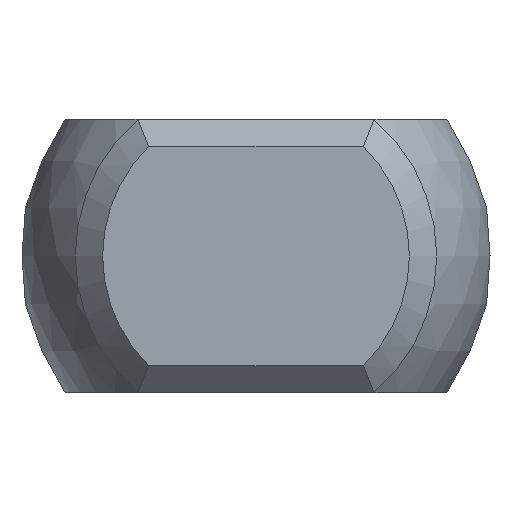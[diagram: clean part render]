
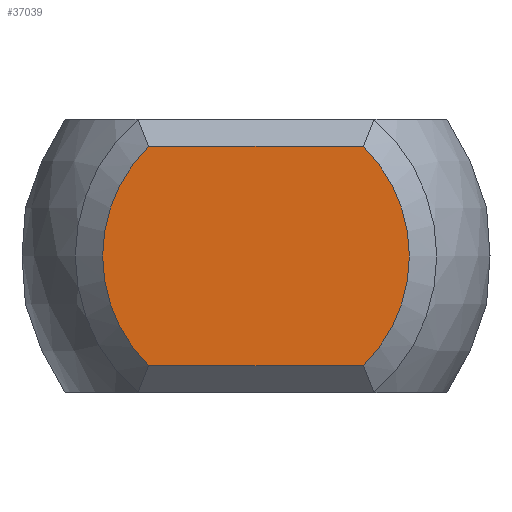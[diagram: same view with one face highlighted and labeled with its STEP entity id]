
A CAD part, left-side view. The second image highlights one B-rep face of the part: STEP entity #37039.
In plain terms, the highlighted planar face has unit normal (-1, 0, 0).
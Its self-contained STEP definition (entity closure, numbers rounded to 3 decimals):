
#34698 = PLANE('',#34699);
#34699 = AXIS2_PLACEMENT_3D('',#34700,#34701,#34702);
#34700 = CARTESIAN_POINT('',(-34.125,3.125,2.25));
#34701 = DIRECTION('',(0.707,0.,-0.707));
#34702 = DIRECTION('',(-0.707,0.,-0.707));
#36416 = EDGE_CURVE('',#36417,#36419,#36421,.T.);
#36417 = VERTEX_POINT('',#36418);
#36418 = CARTESIAN_POINT('',(-34.375,-1.96,-2.));
#36419 = VERTEX_POINT('',#36420);
#36420 = CARTESIAN_POINT('',(-34.375,-1.96,2.));
#36421 = SURFACE_CURVE('',#36422,(#36427,#36439),.PCURVE_S1.);
#36422 = CIRCLE('',#36423,2.8);
#36423 = AXIS2_PLACEMENT_3D('',#36424,#36425,#36426);
#36424 = CARTESIAN_POINT('',(-34.375,0.,0.));
#36425 = DIRECTION('',(-1.,0.,0.));
#36426 = DIRECTION('',(0.,-1.,0.));
#36427 = PCURVE('',#36428,#36433);
#36428 = CONICAL_SURFACE('',#36429,3.05,0.785);
#36429 = AXIS2_PLACEMENT_3D('',#36430,#36431,#36432);
#36430 = CARTESIAN_POINT('',(-34.125,0.,0.));
#36431 = DIRECTION('',(1.,0.,0.));
#36432 = DIRECTION('',(0.,-1.,0.));
#36433 = DEFINITIONAL_REPRESENTATION('',(#36434),#36438);
#36434 = LINE('',#36435,#36436);
#36435 = CARTESIAN_POINT('',(6.283,-0.25));
#36436 = VECTOR('',#36437,1.);
#36437 = DIRECTION('',(-1.,0.));
#36438 = ( GEOMETRIC_REPRESENTATION_CONTEXT(2) 
PARAMETRIC_REPRESENTATION_CONTEXT() REPRESENTATION_CONTEXT('2D SPACE',''
  ) );
#36439 = PCURVE('',#36440,#36445);
#36440 = PLANE('',#36441);
#36441 = AXIS2_PLACEMENT_3D('',#36442,#36443,#36444);
#36442 = CARTESIAN_POINT('',(-34.375,0.,0.));
#36443 = DIRECTION('',(1.,0.,0.));
#36444 = DIRECTION('',(0.,0.,-1.));
#36445 = DEFINITIONAL_REPRESENTATION('',(#36446),#36454);
#36446 = ( BOUNDED_CURVE() B_SPLINE_CURVE(2,(#36447,#36448,#36449,#36450
    ,#36451,#36452,#36453),.UNSPECIFIED.,.T.,.F.) 
B_SPLINE_CURVE_WITH_KNOTS((1,2,2,2,2,1),(-2.094,0.,
    2.094,4.189,6.283,8.378),
.UNSPECIFIED.) CURVE() GEOMETRIC_REPRESENTATION_ITEM() 
RATIONAL_B_SPLINE_CURVE((1.,0.5,1.,0.5,1.,0.5,1.)) REPRESENTATION_ITEM(
  '') );
#36447 = CARTESIAN_POINT('',(0.,-2.8));
#36448 = CARTESIAN_POINT('',(-4.85,-2.8));
#36449 = CARTESIAN_POINT('',(-2.425,1.4));
#36450 = CARTESIAN_POINT('',(0.,5.6));
#36451 = CARTESIAN_POINT('',(2.425,1.4));
#36452 = CARTESIAN_POINT('',(4.85,-2.8));
#36453 = CARTESIAN_POINT('',(0.,-2.8));
#36454 = ( GEOMETRIC_REPRESENTATION_CONTEXT(2) 
PARAMETRIC_REPRESENTATION_CONTEXT() REPRESENTATION_CONTEXT('2D SPACE',''
  ) );
#36472 = PLANE('',#36473);
#36473 = AXIS2_PLACEMENT_3D('',#36474,#36475,#36476);
#36474 = CARTESIAN_POINT('',(-34.125,-3.125,-2.25));
#36475 = DIRECTION('',(0.707,0.,0.707)
  );
#36476 = DIRECTION('',(0.707,0.,-0.707));
#36532 = EDGE_CURVE('',#36419,#36533,#36535,.T.);
#36533 = VERTEX_POINT('',#36534);
#36534 = CARTESIAN_POINT('',(-34.375,1.96,2.));
#36535 = SURFACE_CURVE('',#36536,(#36540,#36547),.PCURVE_S1.);
#36536 = LINE('',#36537,#36538);
#36537 = CARTESIAN_POINT('',(-34.375,3.125,2.));
#36538 = VECTOR('',#36539,1.);
#36539 = DIRECTION('',(0.,1.,0.));
#36540 = PCURVE('',#34698,#36541);
#36541 = DEFINITIONAL_REPRESENTATION('',(#36542),#36546);
#36542 = LINE('',#36543,#36544);
#36543 = CARTESIAN_POINT('',(0.354,0.));
#36544 = VECTOR('',#36545,1.);
#36545 = DIRECTION('',(0.,1.));
#36546 = ( GEOMETRIC_REPRESENTATION_CONTEXT(2) 
PARAMETRIC_REPRESENTATION_CONTEXT() REPRESENTATION_CONTEXT('2D SPACE',''
  ) );
#36547 = PCURVE('',#36440,#36548);
#36548 = DEFINITIONAL_REPRESENTATION('',(#36549),#36553);
#36549 = LINE('',#36550,#36551);
#36550 = CARTESIAN_POINT('',(-2.,3.125));
#36551 = VECTOR('',#36552,1.);
#36552 = DIRECTION('',(0.,1.));
#36553 = ( GEOMETRIC_REPRESENTATION_CONTEXT(2) 
PARAMETRIC_REPRESENTATION_CONTEXT() REPRESENTATION_CONTEXT('2D SPACE',''
  ) );
#36573 = CONICAL_SURFACE('',#36574,3.05,0.785);
#36574 = AXIS2_PLACEMENT_3D('',#36575,#36576,#36577);
#36575 = CARTESIAN_POINT('',(-34.125,0.,0.));
#36576 = DIRECTION('',(1.,0.,0.));
#36577 = DIRECTION('',(-0.,1.,0.));
#36587 = EDGE_CURVE('',#36533,#36588,#36590,.T.);
#36588 = VERTEX_POINT('',#36589);
#36589 = CARTESIAN_POINT('',(-34.375,1.96,-2.));
#36590 = SURFACE_CURVE('',#36591,(#36596,#36603),.PCURVE_S1.);
#36591 = CIRCLE('',#36592,2.8);
#36592 = AXIS2_PLACEMENT_3D('',#36593,#36594,#36595);
#36593 = CARTESIAN_POINT('',(-34.375,0.,0.));
#36594 = DIRECTION('',(-1.,0.,0.));
#36595 = DIRECTION('',(0.,1.,0.));
#36596 = PCURVE('',#36573,#36597);
#36597 = DEFINITIONAL_REPRESENTATION('',(#36598),#36602);
#36598 = LINE('',#36599,#36600);
#36599 = CARTESIAN_POINT('',(6.283,-0.25));
#36600 = VECTOR('',#36601,1.);
#36601 = DIRECTION('',(-1.,0.));
#36602 = ( GEOMETRIC_REPRESENTATION_CONTEXT(2) 
PARAMETRIC_REPRESENTATION_CONTEXT() REPRESENTATION_CONTEXT('2D SPACE',''
  ) );
#36603 = PCURVE('',#36440,#36604);
#36604 = DEFINITIONAL_REPRESENTATION('',(#36605),#36613);
#36605 = ( BOUNDED_CURVE() B_SPLINE_CURVE(2,(#36606,#36607,#36608,#36609
    ,#36610,#36611,#36612),.UNSPECIFIED.,.T.,.F.) 
B_SPLINE_CURVE_WITH_KNOTS((1,2,2,2,2,1),(-2.094,0.,
    2.094,4.189,6.283,8.378),
.UNSPECIFIED.) CURVE() GEOMETRIC_REPRESENTATION_ITEM() 
RATIONAL_B_SPLINE_CURVE((1.,0.5,1.,0.5,1.,0.5,1.)) REPRESENTATION_ITEM(
  '') );
#36606 = CARTESIAN_POINT('',(0.,2.8));
#36607 = CARTESIAN_POINT('',(4.85,2.8));
#36608 = CARTESIAN_POINT('',(2.425,-1.4));
#36609 = CARTESIAN_POINT('',(0.,-5.6));
#36610 = CARTESIAN_POINT('',(-2.425,-1.4));
#36611 = CARTESIAN_POINT('',(-4.85,2.8));
#36612 = CARTESIAN_POINT('',(0.,2.8));
#36613 = ( GEOMETRIC_REPRESENTATION_CONTEXT(2) 
PARAMETRIC_REPRESENTATION_CONTEXT() REPRESENTATION_CONTEXT('2D SPACE',''
  ) );
#36687 = EDGE_CURVE('',#36588,#36417,#36688,.T.);
#36688 = SURFACE_CURVE('',#36689,(#36693,#36700),.PCURVE_S1.);
#36689 = LINE('',#36690,#36691);
#36690 = CARTESIAN_POINT('',(-34.375,-3.125,-2.));
#36691 = VECTOR('',#36692,1.);
#36692 = DIRECTION('',(0.,-1.,0.));
#36693 = PCURVE('',#36472,#36694);
#36694 = DEFINITIONAL_REPRESENTATION('',(#36695),#36699);
#36695 = LINE('',#36696,#36697);
#36696 = CARTESIAN_POINT('',(-0.354,0.));
#36697 = VECTOR('',#36698,1.);
#36698 = DIRECTION('',(0.,-1.));
#36699 = ( GEOMETRIC_REPRESENTATION_CONTEXT(2) 
PARAMETRIC_REPRESENTATION_CONTEXT() REPRESENTATION_CONTEXT('2D SPACE',''
  ) );
#36700 = PCURVE('',#36440,#36701);
#36701 = DEFINITIONAL_REPRESENTATION('',(#36702),#36706);
#36702 = LINE('',#36703,#36704);
#36703 = CARTESIAN_POINT('',(2.,-3.125));
#36704 = VECTOR('',#36705,1.);
#36705 = DIRECTION('',(0.,-1.));
#36706 = ( GEOMETRIC_REPRESENTATION_CONTEXT(2) 
PARAMETRIC_REPRESENTATION_CONTEXT() REPRESENTATION_CONTEXT('2D SPACE',''
  ) );
#37039 = ADVANCED_FACE('',(#37040),#36440,.F.);
#37040 = FACE_BOUND('',#37041,.T.);
#37041 = EDGE_LOOP('',(#37042,#37043,#37044,#37045));
#37042 = ORIENTED_EDGE('',*,*,#36416,.T.);
#37043 = ORIENTED_EDGE('',*,*,#36532,.T.);
#37044 = ORIENTED_EDGE('',*,*,#36587,.T.);
#37045 = ORIENTED_EDGE('',*,*,#36687,.T.);
